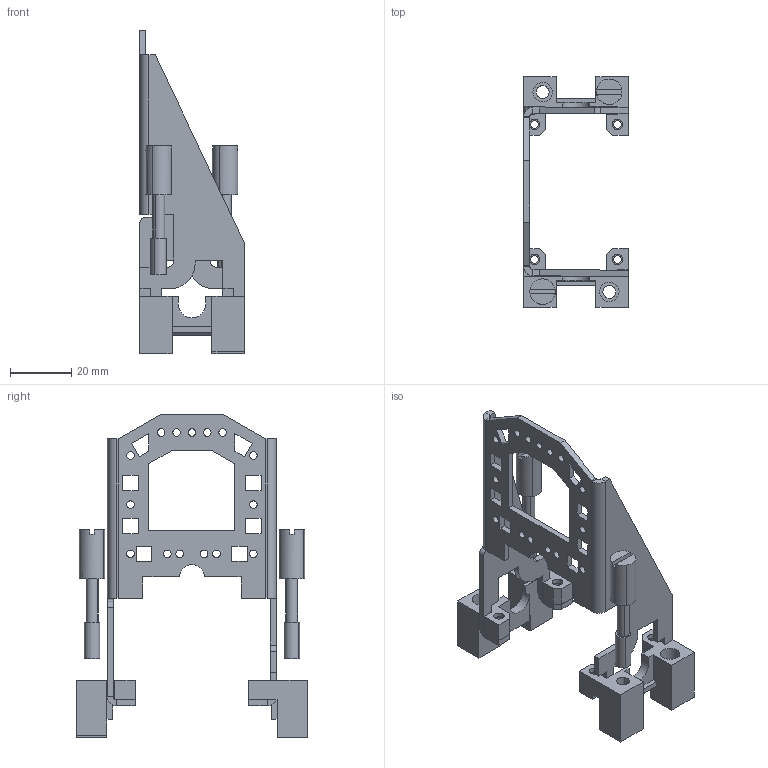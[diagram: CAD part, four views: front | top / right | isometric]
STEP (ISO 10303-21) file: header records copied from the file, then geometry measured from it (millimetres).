
FILE_DESCRIPTION(('CATIA V5 STEP Exchange','CAx-IF Rec.Pracs.--- Model Styling and Organization---1.5--- 2016-08-15','CAx-IF Rec.Pracs.---Supplemental Geometry---1.0---2011-11-01','CAx-IF Rec.Pracs.--- Composite Materials ---1.1---2010-07-15'),'2;1');
FILE_NAME ('1304597-6_0', '2024-08-29T06:25:17+00:00', ('none'), ('Weidmueller'), 'CATIA Version 5-6 Release 2022 SP4 HF5', 'CATIA V5 STEP AP214 v3', 'none');
FILE_SCHEMA(('AUTOMOTIVE_DESIGN { 1 0 10303 214 1 1 1 1 }'));
Length unit declared in the file: millimetre
Products named in the file (1): 2780770000
Bounding box: 34 x 74.95 x 105.45 mm (x, y, z)
Volume: 19207.9 mm3; surface area: 19730.7 mm2
Topology: 5 solids, 5 shells, 352 faces, 922 edges, 596 vertices
Faces by surface type: plane 240, cylinder 112
Entity records: 10359 total; most frequent: ORIENTED_EDGE 1844, CARTESIAN_POINT 1828, DIRECTION 1487, EDGE_CURVE 922, VECTOR 689, LINE 689, VERTEX_POINT 596, AXIS2_PLACEMENT_3D 514
